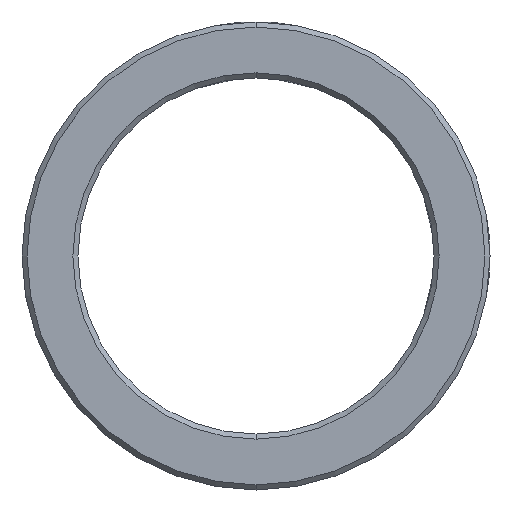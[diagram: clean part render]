
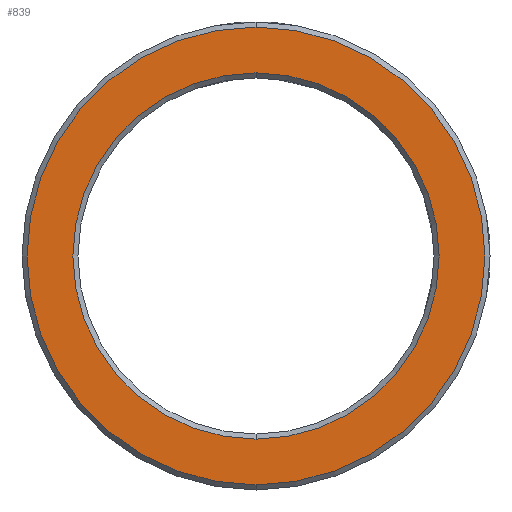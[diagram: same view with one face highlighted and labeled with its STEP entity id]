
A CAD part, front view. The second image highlights one B-rep face of the part: STEP entity #839.
In plain terms, the highlighted planar face has unit normal (0, -1, 0).
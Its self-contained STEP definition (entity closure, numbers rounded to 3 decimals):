
#21 = CARTESIAN_POINT ( 'NONE',  ( 0., 0., -22.5 ) ) ;
#25 = FACE_BOUND ( 'NONE', #412, .T. ) ;
#40 = CIRCLE ( 'NONE', #574, 18. ) ;
#71 = DIRECTION ( 'NONE',  ( 0., 0., -1. ) ) ;
#74 = AXIS2_PLACEMENT_3D ( 'NONE', #757, #775, #684 ) ;
#87 = AXIS2_PLACEMENT_3D ( 'NONE', #542, #925, #405 ) ;
#98 = DIRECTION ( 'NONE',  ( 0., 1., 0. ) ) ;
#113 = FACE_OUTER_BOUND ( 'NONE', #427, .T. ) ;
#137 = ORIENTED_EDGE ( 'NONE', *, *, #593, .T. ) ;
#150 = EDGE_CURVE ( 'NONE', #353, #571, #441, .T. ) ;
#155 = DIRECTION ( 'NONE',  ( 0., 1., 0. ) ) ;
#174 = PLANE ( 'NONE',  #87 ) ;
#186 = VERTEX_POINT ( 'NONE', #21 ) ;
#217 = VERTEX_POINT ( 'NONE', #521 ) ;
#268 = CIRCLE ( 'NONE', #901, 22.5 ) ;
#291 = CIRCLE ( 'NONE', #74, 22.5 ) ;
#329 = ORIENTED_EDGE ( 'NONE', *, *, #822, .T. ) ;
#345 = DIRECTION ( 'NONE',  ( 0., 0., -1. ) ) ;
#353 = VERTEX_POINT ( 'NONE', #960 ) ;
#361 = EDGE_CURVE ( 'NONE', #571, #353, #40, .T. ) ;
#393 = CARTESIAN_POINT ( 'NONE',  ( 0., 0., 0. ) ) ;
#405 = DIRECTION ( 'NONE',  ( 0., 0., -1. ) ) ;
#410 = DIRECTION ( 'NONE',  ( 0., -1., 0. ) ) ;
#412 = EDGE_LOOP ( 'NONE', ( #739, #486 ) ) ;
#427 = EDGE_LOOP ( 'NONE', ( #137, #329 ) ) ;
#441 = CIRCLE ( 'NONE', #690, 18. ) ;
#486 = ORIENTED_EDGE ( 'NONE', *, *, #361, .T. ) ;
#521 = CARTESIAN_POINT ( 'NONE',  ( 0., 0., 22.5 ) ) ;
#542 = CARTESIAN_POINT ( 'NONE',  ( 17.5, 0., 0. ) ) ;
#571 = VERTEX_POINT ( 'NONE', #686 ) ;
#574 = AXIS2_PLACEMENT_3D ( 'NONE', #667, #155, #71 ) ;
#593 = EDGE_CURVE ( 'NONE', #217, #186, #268, .T. ) ;
#667 = CARTESIAN_POINT ( 'NONE',  ( 0., 0., 0. ) ) ;
#684 = DIRECTION ( 'NONE',  ( 0., 0., -1. ) ) ;
#686 = CARTESIAN_POINT ( 'NONE',  ( 0., 0., 18. ) ) ;
#690 = AXIS2_PLACEMENT_3D ( 'NONE', #393, #98, #915 ) ;
#739 = ORIENTED_EDGE ( 'NONE', *, *, #150, .T. ) ;
#757 = CARTESIAN_POINT ( 'NONE',  ( 0., 0., 0. ) ) ;
#775 = DIRECTION ( 'NONE',  ( 0., -1., 0. ) ) ;
#822 = EDGE_CURVE ( 'NONE', #186, #217, #291, .T. ) ;
#839 = ADVANCED_FACE ( 'NONE', ( #25, #113 ), #174, .T. ) ;
#901 = AXIS2_PLACEMENT_3D ( 'NONE', #948, #410, #345 ) ;
#915 = DIRECTION ( 'NONE',  ( 0., 0., -1. ) ) ;
#925 = DIRECTION ( 'NONE',  ( 0., -1., 0. ) ) ;
#948 = CARTESIAN_POINT ( 'NONE',  ( 0., 0., 0. ) ) ;
#960 = CARTESIAN_POINT ( 'NONE',  ( 0., 0., -18. ) ) ;
